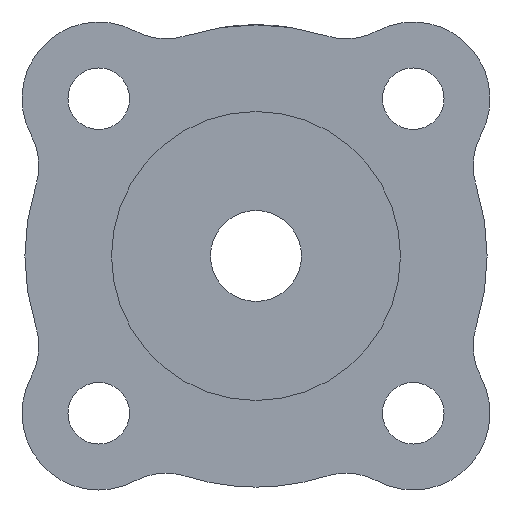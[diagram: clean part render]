
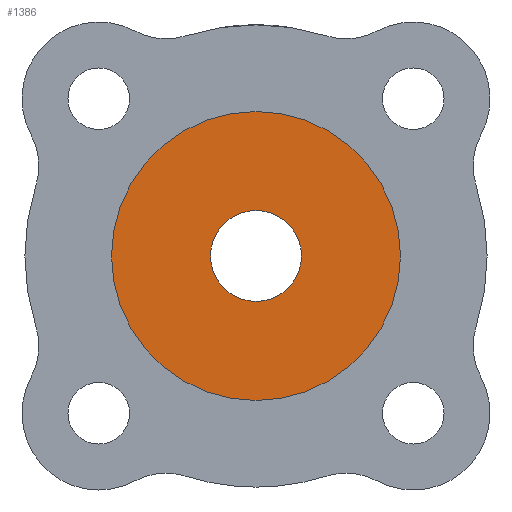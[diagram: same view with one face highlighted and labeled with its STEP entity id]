
A CAD part, front view. The second image highlights one B-rep face of the part: STEP entity #1386.
In plain terms, the highlighted planar face has unit normal (0, -1, 0).
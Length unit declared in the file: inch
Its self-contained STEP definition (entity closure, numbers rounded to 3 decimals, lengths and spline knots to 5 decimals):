
#139 = CIRCLE ( 'NONE', #938, 0.07874 ) ;
#159 = AXIS2_PLACEMENT_3D ( 'NONE', #282, #201, #941 ) ;
#201 = DIRECTION ( 'NONE',  ( 0., 1., 0. ) ) ;
#216 = AXIS2_PLACEMENT_3D ( 'NONE', #730, #711, #704 ) ;
#223 = AXIS2_PLACEMENT_3D ( 'NONE', #570, #443, #438 ) ;
#232 = AXIS2_PLACEMENT_3D ( 'NONE', #969, #927, #921 ) ;
#282 = CARTESIAN_POINT ( 'NONE',  ( 0., 0., 0. ) ) ;
#291 = ORIENTED_EDGE ( 'NONE', *, *, #1366, .F. ) ;
#327 = DIRECTION ( 'NONE',  ( 0., 0., 1. ) ) ;
#328 = DIRECTION ( 'NONE',  ( 0., 1., 0. ) ) ;
#329 = CARTESIAN_POINT ( 'NONE',  ( 0., 0., 0. ) ) ;
#438 = DIRECTION ( 'NONE',  ( 0., 0., 1. ) ) ;
#443 = DIRECTION ( 'NONE',  ( 0., 1., 0. ) ) ;
#496 = CARTESIAN_POINT ( 'NONE',  ( 0., 0., 0.25 ) ) ;
#554 = VERTEX_POINT ( 'NONE', #1001 ) ;
#570 = CARTESIAN_POINT ( 'NONE',  ( 0., 0., 0. ) ) ;
#579 = VERTEX_POINT ( 'NONE', #842 ) ;
#696 = CIRCLE ( 'NONE', #223, 0.25 ) ;
#703 = FACE_BOUND ( 'NONE', #1042, .T. ) ;
#704 = DIRECTION ( 'NONE',  ( 0., 0., 1. ) ) ;
#710 = CIRCLE ( 'NONE', #216, 0.25 ) ;
#711 = DIRECTION ( 'NONE',  ( 0., 1., 0. ) ) ;
#730 = CARTESIAN_POINT ( 'NONE',  ( 0., 0., 0. ) ) ;
#732 = VERTEX_POINT ( 'NONE', #496 ) ;
#737 = CIRCLE ( 'NONE', #232, 0.07874 ) ;
#761 = EDGE_CURVE ( 'NONE', #579, #554, #139, .T. ) ;
#803 = EDGE_LOOP ( 'NONE', ( #291, #948 ) ) ;
#813 = PLANE ( 'NONE',  #159 ) ;
#842 = CARTESIAN_POINT ( 'NONE',  ( 0., 0., -0.07874 ) ) ;
#904 = ORIENTED_EDGE ( 'NONE', *, *, #761, .T. ) ;
#921 = DIRECTION ( 'NONE',  ( 0., 0., 1. ) ) ;
#927 = DIRECTION ( 'NONE',  ( 0., 1., 0. ) ) ;
#938 = AXIS2_PLACEMENT_3D ( 'NONE', #329, #328, #327 ) ;
#941 = DIRECTION ( 'NONE',  ( 0., 0., 1. ) ) ;
#948 = ORIENTED_EDGE ( 'NONE', *, *, #1372, .F. ) ;
#960 = FACE_OUTER_BOUND ( 'NONE', #803, .T. ) ;
#969 = CARTESIAN_POINT ( 'NONE',  ( 0., 0., 0. ) ) ;
#1001 = CARTESIAN_POINT ( 'NONE',  ( 0., 0., 0.07874 ) ) ;
#1042 = EDGE_LOOP ( 'NONE', ( #1391, #904 ) ) ;
#1242 = CARTESIAN_POINT ( 'NONE',  ( 0., 0., -0.25 ) ) ;
#1356 = VERTEX_POINT ( 'NONE', #1242 ) ;
#1362 = EDGE_CURVE ( 'NONE', #554, #579, #737, .T. ) ;
#1366 = EDGE_CURVE ( 'NONE', #1356, #732, #710, .T. ) ;
#1372 = EDGE_CURVE ( 'NONE', #732, #1356, #696, .T. ) ;
#1386 = ADVANCED_FACE ( 'NONE', ( #703, #960 ), #813, .F. ) ;
#1391 = ORIENTED_EDGE ( 'NONE', *, *, #1362, .T. ) ;
